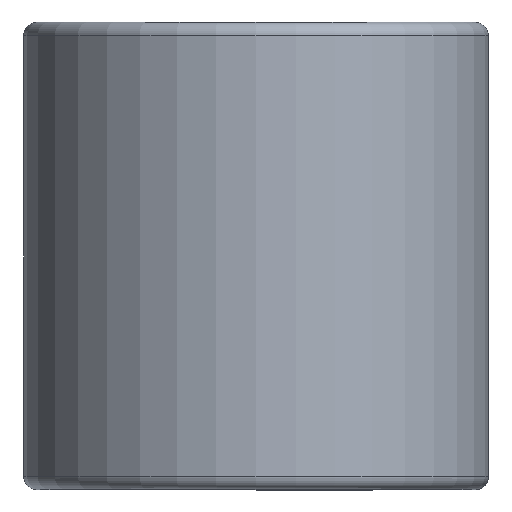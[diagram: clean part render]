
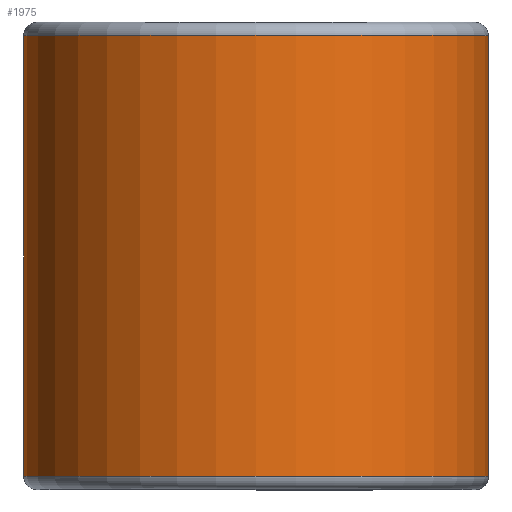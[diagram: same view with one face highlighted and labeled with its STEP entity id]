
A CAD part, top view. The second image highlights one B-rep face of the part: STEP entity #1975.
In plain terms, the highlighted cylindrical face has radius 13.424 mm (diameter 26.848 mm), a partial arc.
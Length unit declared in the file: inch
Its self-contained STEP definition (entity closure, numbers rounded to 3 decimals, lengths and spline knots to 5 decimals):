
#212 = AXIS2_PLACEMENT_3D ( 'NONE', #1462, #400, #1660 ) ;
#240 = AXIS2_PLACEMENT_3D ( 'NONE', #353, #530, #371 ) ;
#272 = EDGE_CURVE ( 'NONE', #551, #1949, #2269, .T. ) ;
#353 = CARTESIAN_POINT ( 'NONE',  ( 0., 0.5, 0. ) ) ;
#371 = DIRECTION ( 'NONE',  ( 0., 0., -1. ) ) ;
#400 = DIRECTION ( 'NONE',  ( 0., -1., 0. ) ) ;
#453 = LINE ( 'NONE', #1835, #761 ) ;
#477 = ORIENTED_EDGE ( 'NONE', *, *, #2338, .T. ) ;
#530 = DIRECTION ( 'NONE',  ( 0., -1., 0. ) ) ;
#549 = CARTESIAN_POINT ( 'NONE',  ( 0., 0.50125, -0.5285 ) ) ;
#551 = VERTEX_POINT ( 'NONE', #1708 ) ;
#671 = ORIENTED_EDGE ( 'NONE', *, *, #1751, .T. ) ;
#682 = ORIENTED_EDGE ( 'NONE', *, *, #272, .F. ) ;
#725 = DIRECTION ( 'NONE',  ( 0., 1., 0. ) ) ;
#761 = VECTOR ( 'NONE', #725, 39.37008 ) ;
#807 = CYLINDRICAL_SURFACE ( 'NONE', #240, 0.5285 ) ;
#854 = CARTESIAN_POINT ( 'NONE',  ( 0.5285, 0.50125, 0. ) ) ;
#886 = EDGE_LOOP ( 'NONE', ( #477, #671, #983, #682 ) ) ;
#983 = ORIENTED_EDGE ( 'NONE', *, *, #1362, .F. ) ;
#1031 = VERTEX_POINT ( 'NONE', #1709 ) ;
#1338 = AXIS2_PLACEMENT_3D ( 'NONE', #1508, #1351, #1346 ) ;
#1346 = DIRECTION ( 'NONE',  ( 0., 0., -1. ) ) ;
#1351 = DIRECTION ( 'NONE',  ( 0., -1., 0. ) ) ;
#1362 = EDGE_CURVE ( 'NONE', #1949, #1367, #453, .T. ) ;
#1367 = VERTEX_POINT ( 'NONE', #549 ) ;
#1462 = CARTESIAN_POINT ( 'NONE',  ( 0., 0.50125, 0. ) ) ;
#1508 = CARTESIAN_POINT ( 'NONE',  ( 0., -0.50125, 0. ) ) ;
#1516 = CIRCLE ( 'NONE', #212, 0.5285 ) ;
#1614 = LINE ( 'NONE', #854, #1651 ) ;
#1651 = VECTOR ( 'NONE', #2184, 39.37008 ) ;
#1660 = DIRECTION ( 'NONE',  ( 0., 0., -1. ) ) ;
#1708 = CARTESIAN_POINT ( 'NONE',  ( 0.5285, -0.50125, 0. ) ) ;
#1709 = CARTESIAN_POINT ( 'NONE',  ( 0.5285, 0.50125, 0. ) ) ;
#1751 = EDGE_CURVE ( 'NONE', #1031, #1367, #1516, .T. ) ;
#1835 = CARTESIAN_POINT ( 'NONE',  ( 0., 0.50125, -0.5285 ) ) ;
#1949 = VERTEX_POINT ( 'NONE', #2182 ) ;
#1975 = ADVANCED_FACE ( 'NONE', ( #2131 ), #807, .T. ) ;
#2131 = FACE_OUTER_BOUND ( 'NONE', #886, .T. ) ;
#2182 = CARTESIAN_POINT ( 'NONE',  ( 0., -0.50125, -0.5285 ) ) ;
#2184 = DIRECTION ( 'NONE',  ( 0., 1., 0. ) ) ;
#2269 = CIRCLE ( 'NONE', #1338, 0.5285 ) ;
#2338 = EDGE_CURVE ( 'NONE', #551, #1031, #1614, .T. ) ;
